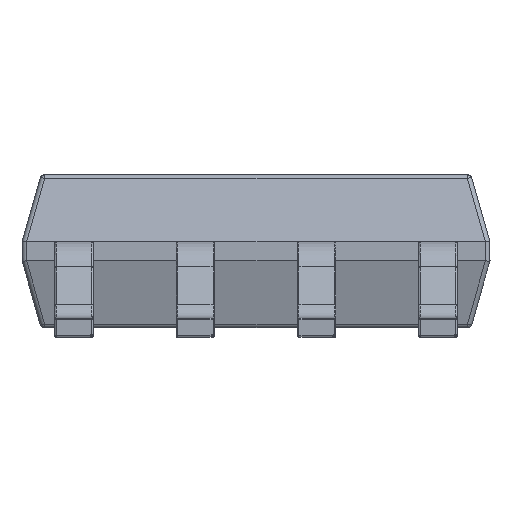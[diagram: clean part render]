
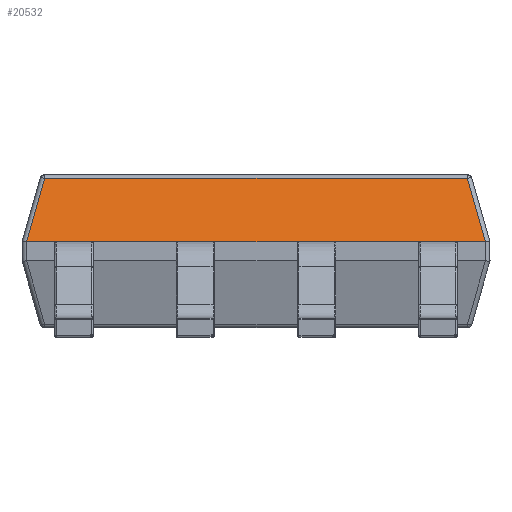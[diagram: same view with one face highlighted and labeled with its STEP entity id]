
A CAD part, front view. The second image highlights one B-rep face of the part: STEP entity #20532.
In plain terms, the highlighted planar face has unit normal (0, -0.962, 0.275).
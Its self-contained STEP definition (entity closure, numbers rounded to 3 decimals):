
#504 = VERTEX_POINT ( 'NONE', #24292 ) ;
#801 = CARTESIAN_POINT ( 'NONE',  ( -2.21, -1.759, 1.662 ) ) ;
#1619 = CARTESIAN_POINT ( 'NONE',  ( 0., -1.759, 1.662 ) ) ;
#2775 = PLANE ( 'NONE',  #3805 ) ;
#3161 = CARTESIAN_POINT ( 'NONE',  ( 0., -1.748, 1.698 ) ) ;
#3805 = AXIS2_PLACEMENT_3D ( 'NONE', #3161, #29401, #23803 ) ;
#5365 = ORIENTED_EDGE ( 'NONE', *, *, #37436, .T. ) ;
#5435 = CARTESIAN_POINT ( 'NONE',  ( -2.398, -1.948, 0.998 ) ) ;
#6982 = VECTOR ( 'NONE', #23616, 1000. ) ;
#7214 = VECTOR ( 'NONE', #19485, 1000. ) ;
#7669 = EDGE_CURVE ( 'NONE', #12526, #504, #13719, .T. ) ;
#8330 = EDGE_LOOP ( 'NONE', ( #12747, #20887, #5365, #29765, #19164, #11633 ) ) ;
#8363 = EDGE_CURVE ( 'NONE', #24846, #13070, #28170, .T. ) ;
#8573 = EDGE_CURVE ( 'NONE', #24846, #504, #17322, .T. ) ;
#10242 = DIRECTION ( 'NONE',  ( -1., 0., 0. ) ) ;
#11158 = VECTOR ( 'NONE', #16914, 1000. ) ;
#11633 = ORIENTED_EDGE ( 'NONE', *, *, #8363, .T. ) ;
#12526 = VERTEX_POINT ( 'NONE', #21526 ) ;
#12747 = ORIENTED_EDGE ( 'NONE', *, *, #22210, .T. ) ;
#13070 = VERTEX_POINT ( 'NONE', #801 ) ;
#13719 = B_SPLINE_CURVE_WITH_KNOTS ( 'NONE', 3,
 ( #29132, #16679, #14118, #13731 ),
 .UNSPECIFIED., .F., .F.,
 ( 4, 4 ),
 ( 0., 1. ),
 .UNSPECIFIED. ) ;
#13731 = CARTESIAN_POINT ( 'NONE',  ( 2.4, -1.948, 0.999 ) ) ;
#14118 = CARTESIAN_POINT ( 'NONE',  ( 2.399, -1.948, 0.998 ) ) ;
#16679 = CARTESIAN_POINT ( 'NONE',  ( 2.398, -1.948, 0.998 ) ) ;
#16914 = DIRECTION ( 'NONE',  ( 1., 0., 0. ) ) ;
#17322 = LINE ( 'NONE', #29387, #6982 ) ;
#17532 = VERTEX_POINT ( 'NONE', #38594 ) ;
#17717 = FACE_OUTER_BOUND ( 'NONE', #8330, .T. ) ;
#19164 = ORIENTED_EDGE ( 'NONE', *, *, #8573, .F. ) ;
#19485 = DIRECTION ( 'NONE',  ( -0.265, -0.265, -0.927 ) ) ;
#19777 = VERTEX_POINT ( 'NONE', #30984 ) ;
#20532 = ADVANCED_FACE ( 'NONE', ( #17717 ), #2775, .T. ) ;
#20887 = ORIENTED_EDGE ( 'NONE', *, *, #22859, .F. ) ;
#21526 = CARTESIAN_POINT ( 'NONE',  ( 2.398, -1.948, 0.998 ) ) ;
#21882 = CARTESIAN_POINT ( 'NONE',  ( -2.399, -1.948, 0.998 ) ) ;
#22210 = EDGE_CURVE ( 'NONE', #13070, #19777, #22839, .T. ) ;
#22839 = LINE ( 'NONE', #34858, #7214 ) ;
#22859 = EDGE_CURVE ( 'NONE', #17532, #19777, #27162, .T. ) ;
#23616 = DIRECTION ( 'NONE',  ( 0.265, -0.265, -0.927 ) ) ;
#23803 = DIRECTION ( 'NONE',  ( 0., -0.275, -0.962 ) ) ;
#24292 = CARTESIAN_POINT ( 'NONE',  ( 2.4, -1.948, 0.999 ) ) ;
#24325 = CARTESIAN_POINT ( 'NONE',  ( 2.21, -1.759, 1.662 ) ) ;
#24846 = VERTEX_POINT ( 'NONE', #24325 ) ;
#25571 = CARTESIAN_POINT ( 'NONE',  ( -2.448, -1.948, 0.998 ) ) ;
#27162 = B_SPLINE_CURVE_WITH_KNOTS ( 'NONE', 3,
 ( #35350, #5435, #21882, #30776 ),
 .UNSPECIFIED., .F., .F.,
 ( 4, 4 ),
 ( 0., 1. ),
 .UNSPECIFIED. ) ;
#28170 = LINE ( 'NONE', #1619, #34630 ) ;
#29132 = CARTESIAN_POINT ( 'NONE',  ( 2.398, -1.948, 0.998 ) ) ;
#29387 = CARTESIAN_POINT ( 'NONE',  ( 2.08, -1.629, 2.115 ) ) ;
#29401 = DIRECTION ( 'NONE',  ( 0., -0.962, 0.275 ) ) ;
#29765 = ORIENTED_EDGE ( 'NONE', *, *, #7669, .T. ) ;
#30776 = CARTESIAN_POINT ( 'NONE',  ( -2.4, -1.948, 0.999 ) ) ;
#30984 = CARTESIAN_POINT ( 'NONE',  ( -2.4, -1.948, 0.999 ) ) ;
#32096 = LINE ( 'NONE', #25571, #11158 ) ;
#34630 = VECTOR ( 'NONE', #10242, 1000. ) ;
#34858 = CARTESIAN_POINT ( 'NONE',  ( -2.21, -1.759, 1.662 ) ) ;
#35350 = CARTESIAN_POINT ( 'NONE',  ( -2.398, -1.948, 0.998 ) ) ;
#37436 = EDGE_CURVE ( 'NONE', #17532, #12526, #32096, .T. ) ;
#38594 = CARTESIAN_POINT ( 'NONE',  ( -2.398, -1.948, 0.998 ) ) ;
